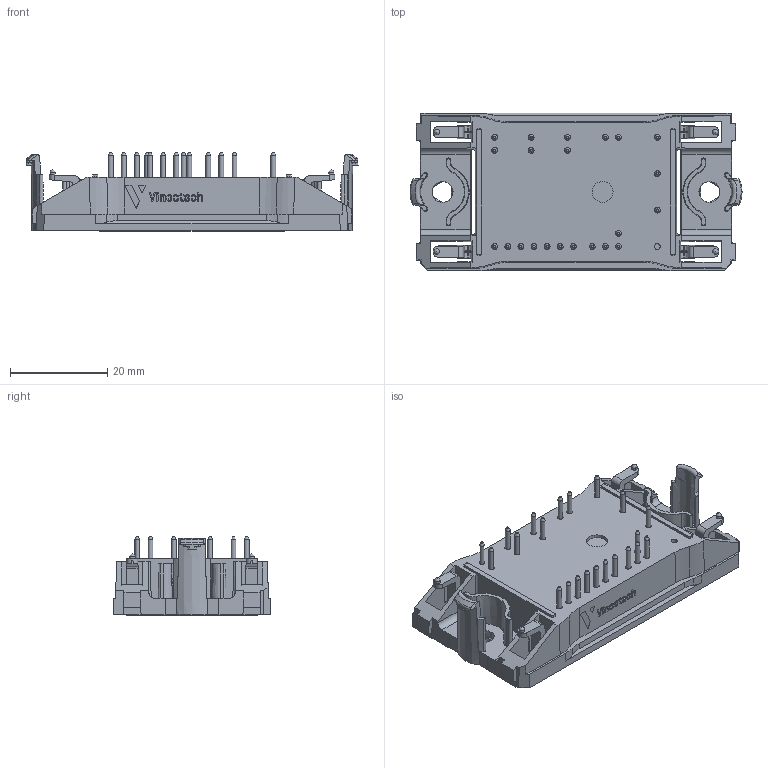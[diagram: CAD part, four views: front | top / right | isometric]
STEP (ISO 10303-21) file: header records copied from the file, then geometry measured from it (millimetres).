
FILE_DESCRIPTION(/* description */ ('Unknown'),/* implementation_level */ '2;1');
FILE_NAME(/* name */ 'Flow0-2C12W-P540(220)-01-OL',/* time_stamp */ '2018-09-26T09:34:44+02:00',/* author */ ('Unknown'),/* organization */ ('Unknown'),/* preprocessor_version */ 'ST-DEVELOPER v16.7',/* originating_system */ 'DEX',/* authorisation */ $);
FILE_SCHEMA (('AUTOMOTIVE_DESIGN {1 0 10303 214 3 1 1}'));
Length unit declared in the file: millimetre
Products named in the file (1): Flow0-2C12W-P540-01-OL
Bounding box: 68.4 x 32.5 x 16.23 mm (x, y, z)
Volume: 16773.6 mm3; surface area: 9184.2 mm2
Topology: 12 solids, 12 shells, 681 faces, 1783 edges, 1166 vertices
Faces by surface type: plane 406, cylinder 130, bspline 80, cone 57, sphere 4, torus 4
Full cylindrical faces by diameter (mm): 1 x22, 1.1 x4, 1.2 x23, 4.3 x1
Entity records: 24992 total; most frequent: CARTESIAN_POINT 5312, ORIENTED_EDGE 3342, DIRECTION 3088, EDGE_CURVE 1671, VERTEX_POINT 1135, LINE 1074, VECTOR 1074, AXIS2_PLACEMENT_3D 1007
